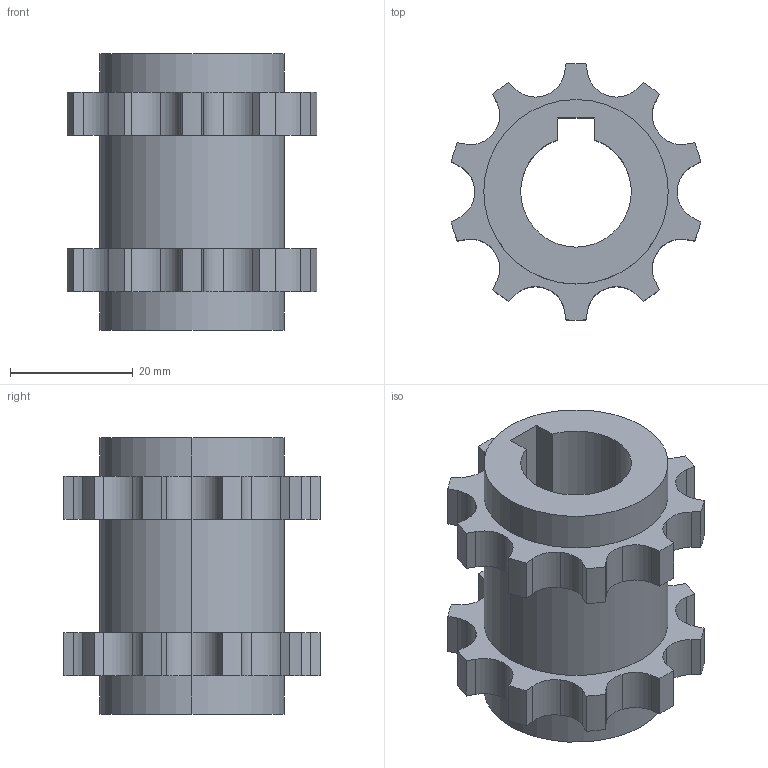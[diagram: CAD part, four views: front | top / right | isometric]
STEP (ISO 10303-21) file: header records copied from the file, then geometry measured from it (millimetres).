
FILE_DESCRIPTION (( 'STEP AP214' ), '1' );
FILE_NAME ('蟈謫-10T-邧齬喘-45.STEP', '2019-05-27T02:04:08', ( '' ), ( '' ), 'SwSTEP 2.0', 'SolidWorks 2016', '' );
FILE_SCHEMA (( 'AUTOMOTIVE_DESIGN' ));
Length unit declared in the file: millimetre
Products named in the file (1): 蟈謫-10T-邧齬喘-45
Bounding box: 40.63 x 41.73 x 45 mm (x, y, z)
Volume: 24446.5 mm3; surface area: 10375.3 mm2
Topology: 1 solids, 1 shells, 126 faces, 360 edges, 240 vertices
Faces by surface type: cylinder 77, plane 49
Entity records: 4216 total; most frequent: DIRECTION 768, CARTESIAN_POINT 727, ORIENTED_EDGE 720, EDGE_CURVE 360, AXIS2_PLACEMENT_3D 281, VERTEX_POINT 240, LINE 206, VECTOR 206
